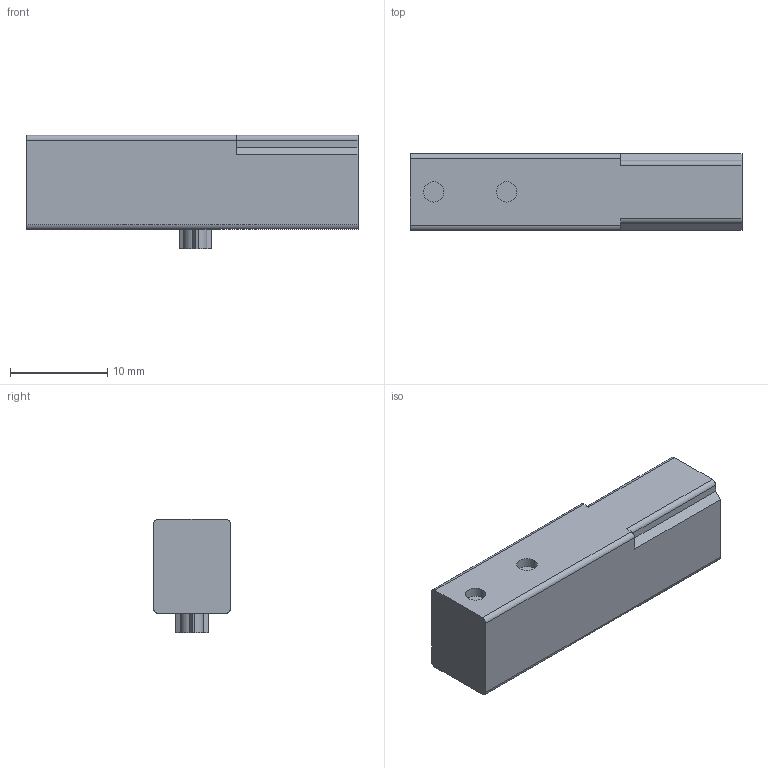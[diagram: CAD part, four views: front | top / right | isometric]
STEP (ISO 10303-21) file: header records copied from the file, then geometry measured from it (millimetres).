
FILE_DESCRIPTION((''),'2;1');
FILE_NAME('TYCO_5120913-1.stp','2013-08-28T14:14:22',(''),(''),'Mechanical Desktop 2011','Mechanical Desktop 2011',', , ');
FILE_SCHEMA(('AUTOMOTIVE_DESIGN { 1 2 10303 214 1 1 1 1 }'));
Length unit declared in the file: millimetre
Products named in the file (1): Product
Bounding box: 34.2 x 7.9 x 11.7 mm (x, y, z)
Volume: 2073.9 mm3; surface area: 1754.5 mm2
Topology: 1 solids, 1 shells, 52 faces, 127 edges, 84 vertices
Faces by surface type: plane 29, cylinder 21, cone 2
Entity records: 1587 total; most frequent: DIRECTION 280, CARTESIAN_POINT 264, ORIENTED_EDGE 254, EDGE_CURVE 127, AXIS2_PLACEMENT_3D 100, VERTEX_POINT 84, VECTOR 80, LINE 80
